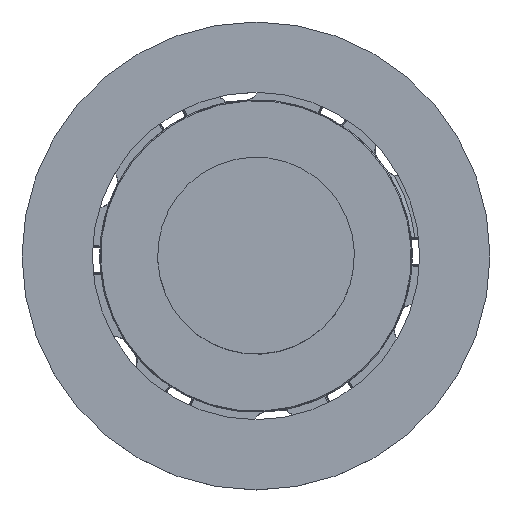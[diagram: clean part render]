
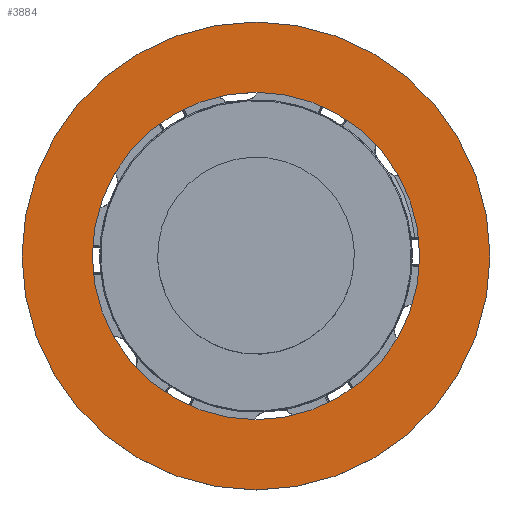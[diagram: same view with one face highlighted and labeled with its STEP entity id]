
A CAD part, top view. The second image highlights one B-rep face of the part: STEP entity #3884.
In plain terms, the highlighted planar face has unit normal (0, 0, 1).
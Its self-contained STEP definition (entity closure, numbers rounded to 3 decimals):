
#132=FACE_BOUND('',#5489,.T.);
#133=FACE_BOUND('',#5490,.T.);
#917=PLANE('',#14608);
#3884=ADVANCED_FACE('',(#132,#133),#917,.F.);
#5489=EDGE_LOOP('',(#9563));
#5490=EDGE_LOOP('',(#9564));
#9563=ORIENTED_EDGE('',*,*,#12672,.F.);
#9564=ORIENTED_EDGE('',*,*,#12670,.T.);
#10733=VERTEX_POINT('',#23927);
#10735=VERTEX_POINT('',#23932);
#12670=EDGE_CURVE('',#10733,#10733,#13271,.T.);
#12672=EDGE_CURVE('',#10735,#10735,#13273,.T.);
#13271=CIRCLE('',#14604,49.94);
#13273=CIRCLE('',#14607,34.94);
#14604=AXIS2_PLACEMENT_3D('',#23926,#18363,#18364);
#14607=AXIS2_PLACEMENT_3D('',#23931,#18369,#18370);
#14608=AXIS2_PLACEMENT_3D('',#23933,#18371,#18372);
#18363=DIRECTION('',(0.,0.,1.));
#18364=DIRECTION('',(-1.,0.,0.));
#18369=DIRECTION('',(0.,0.,1.));
#18370=DIRECTION('',(-1.,0.,0.));
#18371=DIRECTION('',(0.,0.,-1.));
#18372=DIRECTION('',(-1.,0.,0.));
#23926=CARTESIAN_POINT('',(0.,0.,
-47.));
#23927=CARTESIAN_POINT('',(-49.94,0.,-47.));
#23931=CARTESIAN_POINT('',(0.,0.,
-47.));
#23932=CARTESIAN_POINT('',(-34.94,0.,-47.));
#23933=CARTESIAN_POINT('',(49.94,0.,-47.));
